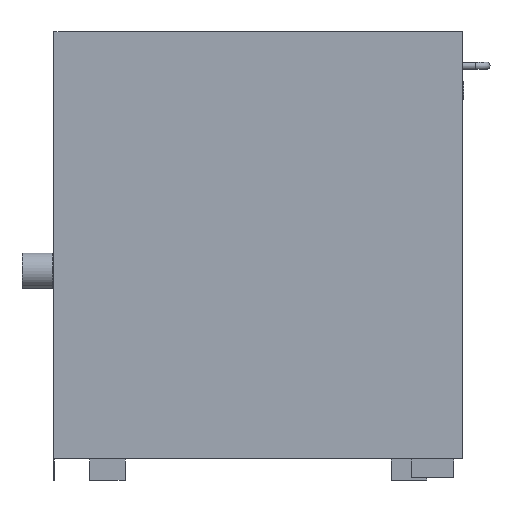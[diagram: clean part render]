
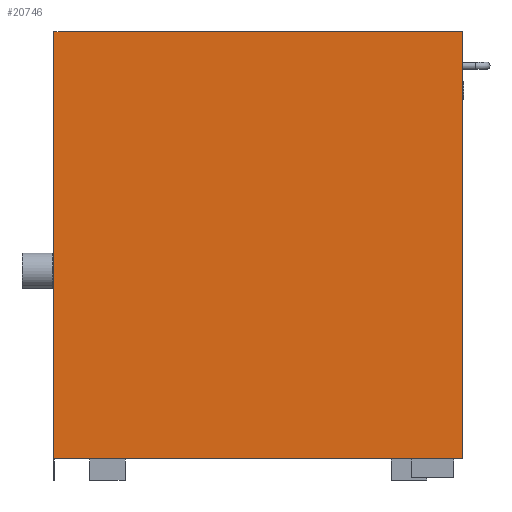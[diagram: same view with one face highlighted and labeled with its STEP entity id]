
A CAD part, left-side view. The second image highlights one B-rep face of the part: STEP entity #20746.
In plain terms, the highlighted planar face has unit normal (-1, 0, 0).
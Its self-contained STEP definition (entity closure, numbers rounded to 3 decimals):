
#1459=FACE_OUTER_BOUND('',#2618,.T.);
#2618=EDGE_LOOP('',(#13408,#13409,#13410,#13411,#13412,#13413));
#3961=LINE('',#27329,#6111);
#3963=LINE('',#27333,#6113);
#4054=LINE('',#27522,#6204);
#4106=LINE('',#27654,#6256);
#4107=LINE('',#27656,#6257);
#4108=LINE('',#27657,#6258);
#6111=VECTOR('',#23028,10.);
#6113=VECTOR('',#23032,10.);
#6204=VECTOR('',#23189,10.);
#6256=VECTOR('',#23323,10.);
#6257=VECTOR('',#23324,10.);
#6258=VECTOR('',#23325,10.);
#8254=VERTEX_POINT('',#27325);
#8255=VERTEX_POINT('',#27327);
#8256=VERTEX_POINT('',#27331);
#8321=VERTEX_POINT('',#27520);
#8360=VERTEX_POINT('',#27653);
#8361=VERTEX_POINT('',#27655);
#10207=EDGE_CURVE('',#8254,#8255,#3961,.T.);
#10209=EDGE_CURVE('',#8256,#8255,#3963,.T.);
#10302=EDGE_CURVE('',#8321,#8256,#4054,.T.);
#10362=EDGE_CURVE('',#8360,#8321,#4106,.T.);
#10363=EDGE_CURVE('',#8361,#8360,#4107,.T.);
#10364=EDGE_CURVE('',#8254,#8361,#4108,.T.);
#13408=ORIENTED_EDGE('',*,*,#10362,.F.);
#13409=ORIENTED_EDGE('',*,*,#10363,.F.);
#13410=ORIENTED_EDGE('',*,*,#10364,.F.);
#13411=ORIENTED_EDGE('',*,*,#10207,.T.);
#13412=ORIENTED_EDGE('',*,*,#10209,.F.);
#13413=ORIENTED_EDGE('',*,*,#10302,.F.);
#18896=PLANE('',#21999);
#20746=ADVANCED_FACE('',(#1459),#18896,.T.);
#21999=AXIS2_PLACEMENT_3D('',#27652,#23321,#23322);
#23028=DIRECTION('',(0.,-1.,0.));
#23032=DIRECTION('',(0.,0.,-1.));
#23189=DIRECTION('',(0.,1.,0.));
#23321=DIRECTION('center_axis',(-1.,0.,0.));
#23322=DIRECTION('ref_axis',(0.,-1.,0.));
#23323=DIRECTION('',(0.,0.,-1.));
#23324=DIRECTION('',(0.,-1.,0.));
#23325=DIRECTION('',(0.,0.,1.));
#27325=CARTESIAN_POINT('',(-551.,287.,-330.44));
#27327=CARTESIAN_POINT('',(-551.,286.9,-330.44));
#27329=CARTESIAN_POINT('',(-551.,287.,-330.44));
#27331=CARTESIAN_POINT('',(-551.,286.9,-300.44));
#27333=CARTESIAN_POINT('',(-551.,286.9,-330.44));
#27520=CARTESIAN_POINT('',(-551.,-287.,-300.44));
#27522=CARTESIAN_POINT('',(-551.,287.,-300.44));
#27652=CARTESIAN_POINT('Origin',(-551.,287.,0.));
#27653=CARTESIAN_POINT('',(-551.,-287.,300.44));
#27654=CARTESIAN_POINT('',(-551.,-287.,0.));
#27655=CARTESIAN_POINT('',(-551.,287.,300.44));
#27656=CARTESIAN_POINT('',(-551.,287.,300.44));
#27657=CARTESIAN_POINT('',(-551.,287.,0.));
